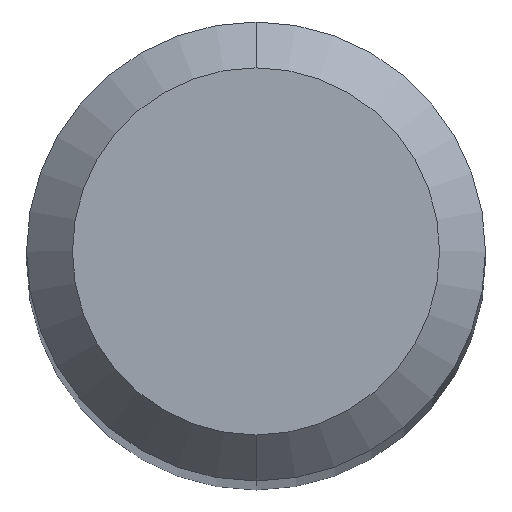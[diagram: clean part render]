
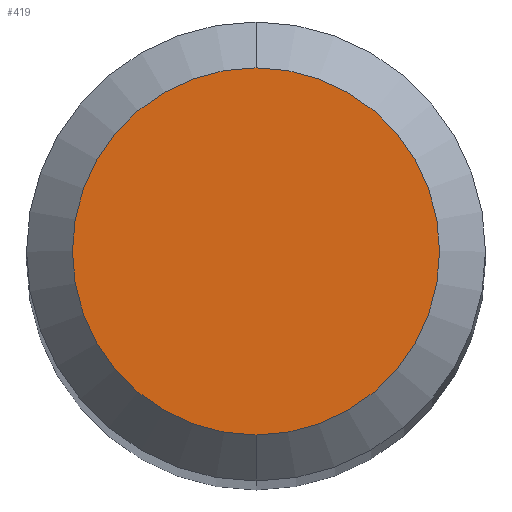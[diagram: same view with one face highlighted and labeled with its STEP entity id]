
A CAD part, top view. The second image highlights one B-rep face of the part: STEP entity #419.
In plain terms, the highlighted planar face has unit normal (0, 0, 1).
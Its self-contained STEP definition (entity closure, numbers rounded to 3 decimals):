
#199=EDGE_CURVE('',#257,#281,#499,.T.);
#217=EDGE_CURVE('',#281,#257,#519,.T.);
#257=VERTEX_POINT('',#563);
#281=VERTEX_POINT('',#589);
#419=ADVANCED_FACE('',(#743),#744,.T.);
#499=CIRCLE('',#849,1.2);
#519=CIRCLE('',#903,1.2);
#563=CARTESIAN_POINT('',(0.0,1.2,0.0));
#589=CARTESIAN_POINT('',(0.,-1.2,0.0));
#743=FACE_OUTER_BOUND('',#1345,.T.);
#744=PLANE('',#1346);
#849=AXIS2_PLACEMENT_3D('',#1432,#1433,#1434);
#903=AXIS2_PLACEMENT_3D('',#1463,#1464,#1465);
#1345=EDGE_LOOP('',(#1728,#1729));
#1346=AXIS2_PLACEMENT_3D('',#1730,#1731,#1732);
#1432=CARTESIAN_POINT('',(0.0,0.0,0.0));
#1433=DIRECTION('',(0.0,0.0,-1.0));
#1434=DIRECTION('',(0.0,1.0,0.0));
#1463=CARTESIAN_POINT('',(0.0,0.0,0.0));
#1464=DIRECTION('',(0.0,0.0,-1.0));
#1465=DIRECTION('',(0.0,1.0,0.0));
#1728=ORIENTED_EDGE('',*,*,#199,.F.);
#1729=ORIENTED_EDGE('',*,*,#217,.F.);
#1730=CARTESIAN_POINT('',(0.0,0.6,0.0));
#1731=DIRECTION('',(-0.0,0.0,1.0));
#1732=DIRECTION('',(0.0,-1.0,0.0));
